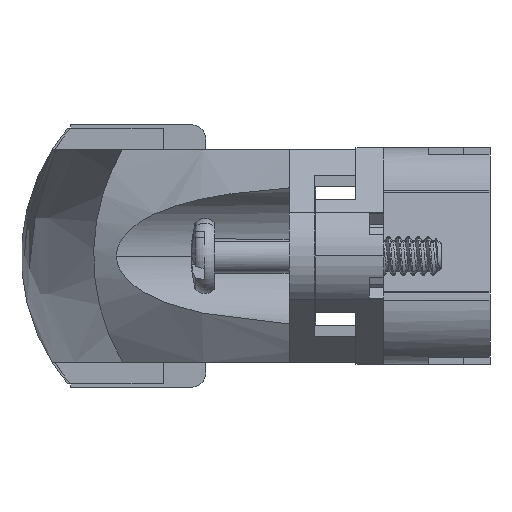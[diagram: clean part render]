
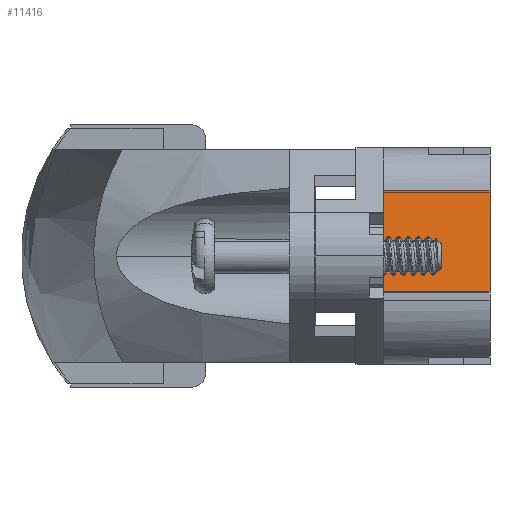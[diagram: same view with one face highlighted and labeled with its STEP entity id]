
A CAD part, left-side view. The second image highlights one B-rep face of the part: STEP entity #11416.
In plain terms, the highlighted face is planar.
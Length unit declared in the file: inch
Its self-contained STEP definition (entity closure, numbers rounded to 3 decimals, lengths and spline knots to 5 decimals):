
#4832 = AXIS2_PLACEMENT_3D ( 'NONE', #28589, #28531, #28585 ) ;
#8440 = VERTEX_POINT ( 'NONE', #49361 ) ;
#8646 = VERTEX_POINT ( 'NONE', #49156 ) ;
#8808 = VERTEX_POINT ( 'NONE', #49177 ) ;
#8834 = VERTEX_POINT ( 'NONE', #49278 ) ;
#9538 = CARTESIAN_POINT ( 'NONE',  ( 1.32307, 0.09828, -0.29528 ) ) ;
#9541 = DIRECTION ( 'NONE',  ( 0.14, 0.99, 0. ) ) ;
#10072 = DIRECTION ( 'NONE',  ( 0., 0., 1. ) ) ;
#10078 = CARTESIAN_POINT ( 'NONE',  ( 1.32307, 0.09828, -0.29528 ) ) ;
#10925 = CARTESIAN_POINT ( 'NONE',  ( 1.28357, -0.18165, -0.29528 ) ) ;
#10927 = DIRECTION ( 'NONE',  ( 0., 0., 1. ) ) ;
#10988 = CARTESIAN_POINT ( 'NONE',  ( 1.32307, 0.09828, 0. ) ) ;
#10991 = DIRECTION ( 'NONE',  ( 0.14, 0.99, 0. ) ) ;
#11416 = ADVANCED_FACE ( 'NONE', ( #16457 ), #28849, .T. ) ;
#13655 = EDGE_CURVE ( 'NONE', #8646, #8440, #27057, .T. ) ;
#13668 = EDGE_CURVE ( 'NONE', #8440, #8834, #27095, .T. ) ;
#13733 = EDGE_CURVE ( 'NONE', #8646, #8808, #27218, .T. ) ;
#13876 = EDGE_CURVE ( 'NONE', #8808, #8834, #29813, .T. ) ;
#16457 = FACE_OUTER_BOUND ( 'NONE', #24484, .T. ) ;
#24484 = EDGE_LOOP ( 'NONE', ( #25021, #24853, #25663, #25405 ) ) ;
#24853 = ORIENTED_EDGE ( 'NONE', *, *, #13655, .F. ) ;
#25021 = ORIENTED_EDGE ( 'NONE', *, *, #13668, .F. ) ;
#25405 = ORIENTED_EDGE ( 'NONE', *, *, #13876, .T. ) ;
#25663 = ORIENTED_EDGE ( 'NONE', *, *, #13733, .T. ) ;
#27057 = LINE ( 'NONE', #10925, #27064 ) ;
#27064 = VECTOR ( 'NONE', #10927, 39.37008 ) ;
#27095 = LINE ( 'NONE', #10988, #27098 ) ;
#27098 = VECTOR ( 'NONE', #10991, 39.37008 ) ;
#27218 = LINE ( 'NONE', #9538, #27221 ) ;
#27221 = VECTOR ( 'NONE', #9541, 39.37008 ) ;
#28531 = DIRECTION ( 'NONE',  ( 0.99, -0.14, 0. ) ) ;
#28585 = DIRECTION ( 'NONE',  ( 0.14, 0.99, 0. ) ) ;
#28589 = CARTESIAN_POINT ( 'NONE',  ( 1.32307, 0.09828, -0.29528 ) ) ;
#28849 = PLANE ( 'NONE',  #4832 ) ;
#29813 = LINE ( 'NONE', #10078, #29815 ) ;
#29815 = VECTOR ( 'NONE', #10072, 39.37008 ) ;
#49156 = CARTESIAN_POINT ( 'NONE',  ( 1.28357, -0.18165, -0.29528 ) ) ;
#49177 = CARTESIAN_POINT ( 'NONE',  ( 1.32307, 0.09828, -0.29528 ) ) ;
#49278 = CARTESIAN_POINT ( 'NONE',  ( 1.32307, 0.09828, 0. ) ) ;
#49361 = CARTESIAN_POINT ( 'NONE',  ( 1.28357, -0.18165, 0. ) ) ;
